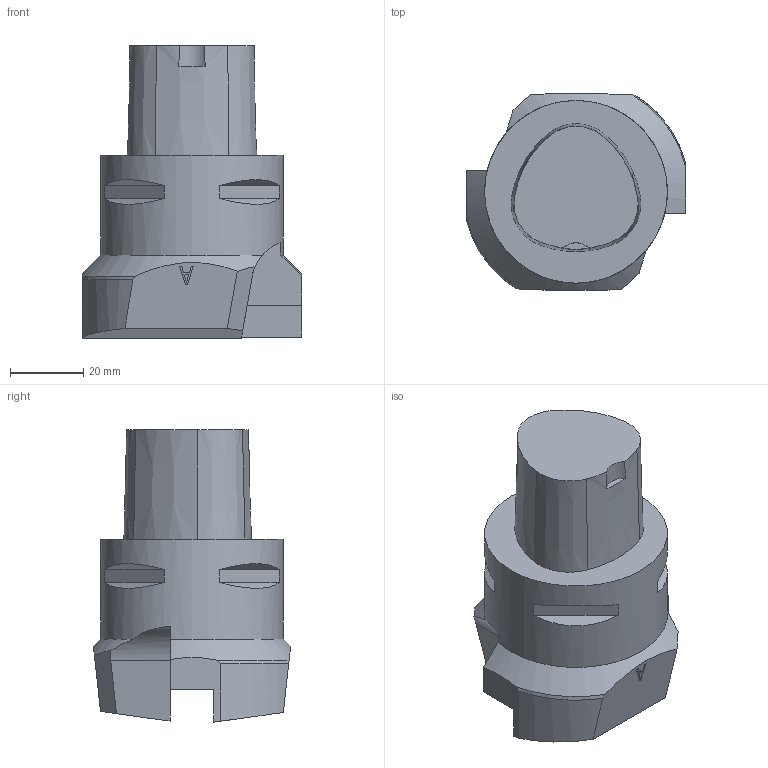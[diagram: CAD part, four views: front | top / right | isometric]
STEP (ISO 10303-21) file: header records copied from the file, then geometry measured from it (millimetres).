
FILE_DESCRIPTION(/* description */ (''),/* implementation_level */ '2;1');
FILE_NAME(/* name */ '1545052998094.stp',/* time_stamp */ '2018-12-17T14:23:34+01:00',/* author */ (''),/* organization */ ('SMS'),/* preprocessor_version */ 'ST-DEVELOPER v15',/* originating_system */ 'SIEMENS PLM Software NX 8.5',/* authorisation */ '');
FILE_SCHEMA (('AUTOMOTIVE_DESIGN { 1 0 10303 214 3 1 1 1 }'));
Length unit declared in the file: millimetre
Products named in the file (1): 200953369mod000_01
Bounding box: 60 x 53.91 x 80 mm (x, y, z)
Volume: 123119.5 mm3; surface area: 16650.7 mm2
Topology: 1 solids, 1 shells, 73 faces, 183 edges, 126 vertices
Faces by surface type: plane 49, cone 10, extrusion 8, cylinder 6
Full cylindrical faces by diameter (mm): 50 x1
Entity records: 2484 total; most frequent: CARTESIAN_POINT 748, ORIENTED_EDGE 362, DIRECTION 306, EDGE_CURVE 181, VERTEX_POINT 121, AXIS2_PLACEMENT_3D 109, VECTOR 88, EDGE_LOOP 84
